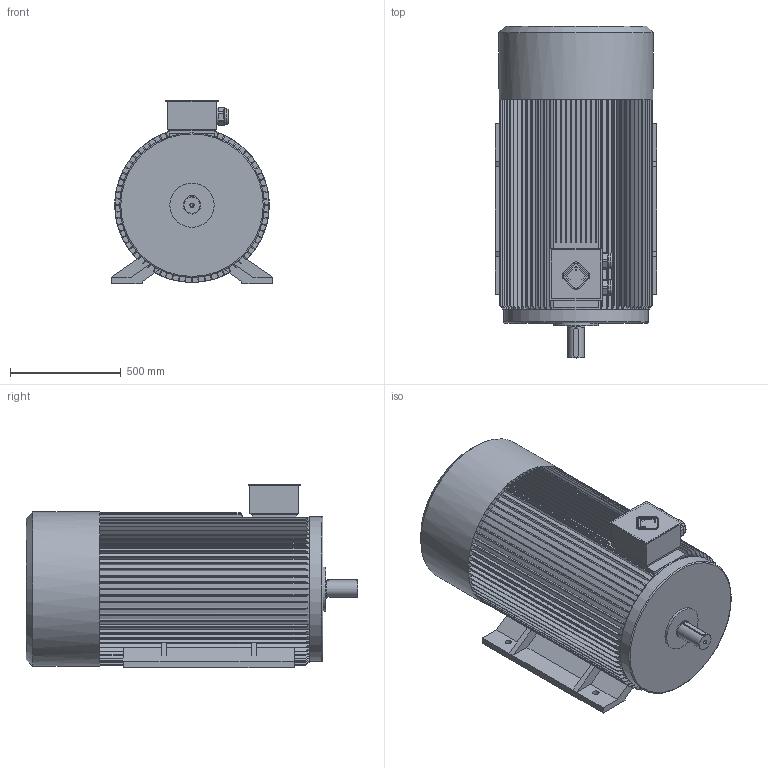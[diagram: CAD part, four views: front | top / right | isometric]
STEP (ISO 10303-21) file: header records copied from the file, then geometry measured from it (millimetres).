
FILE_DESCRIPTION(/* description */ ('Unknown'),/* implementation_level */ '2;1');
FILE_NAME(/* name */ 'AIS355M2_В3',/* time_stamp */ '2021-05-13T15:17:48+03:00',/* author */ ('Unknown'),/* organization */ ('Unknown'),/* preprocessor_version */ 'ST-DEVELOPER v16',/* originating_system */ 'DEX',/* authorisation */ $);
FILE_SCHEMA (('AUTOMOTIVE_DESIGN {1 0 10303 214 3 1 1}'));
Length unit declared in the file: millimetre
Products named in the file (1): AIS355M2_ﾂ3
Bounding box: 730 x 1500 x 829 mm (x, y, z)
Volume: 489329874.7 mm3; surface area: 7019422.9 mm2
Topology: 1 solids, 1 shells, 589 faces, 1694 edges, 1118 vertices
Faces by surface type: plane 404, cylinder 112, cone 70, torus 3
Full cylindrical faces by diameter (mm): 17.294 x2, 28 x4, 69.612 x2, 75 x1, 80 x3, 200 x1, 650 x1, 654 x1, 698 x1
Entity records: 23628 total; most frequent: CARTESIAN_POINT 3975, ORIENTED_EDGE 3316, DIRECTION 3202, EDGE_CURVE 1658, VERTEX_POINT 1107, AXIS2_PLACEMENT_3D 1086, LINE 1030, VECTOR 1030
